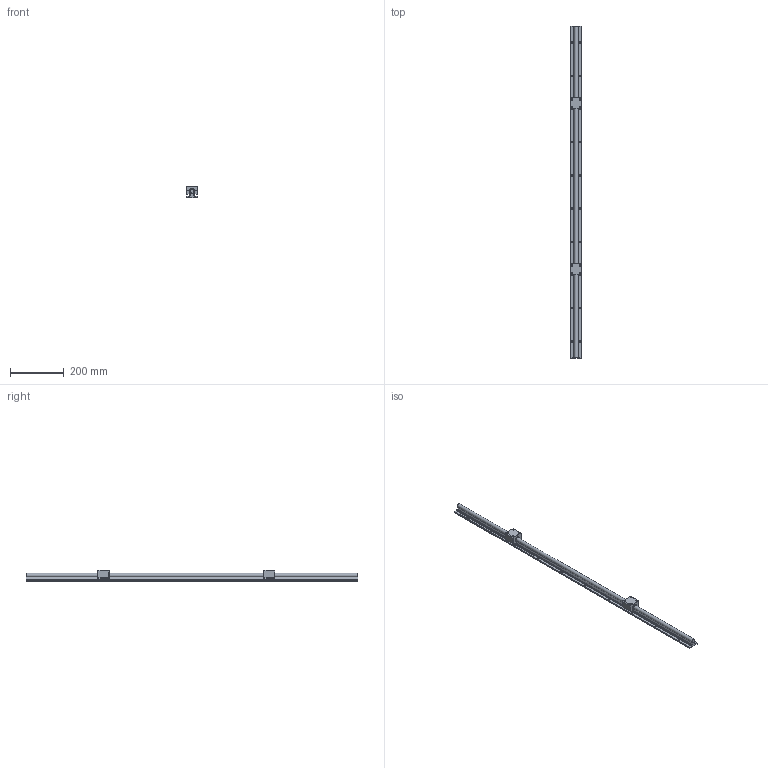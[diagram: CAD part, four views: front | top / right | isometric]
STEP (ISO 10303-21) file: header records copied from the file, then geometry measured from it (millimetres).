
FILE_DESCRIPTION(('FreeCAD Model'),'2;1');
FILE_NAME('Open CASCADE Shape Model','2025-05-04T02:19:48',('FreeCAD'),( 'FreeCAD'),'Open CASCADE STEP processor 7.6','FreeCAD','Unknown');
FILE_SCHEMA(('AUTOMOTIVE_DESIGN { 1 0 10303 214 1 1 1 1 }'));
Length unit declared in the file: millimetre
Products named in the file (1): Open CASCADE STEP translator 7.6 1
Bounding box: 44.33 x 1231.48 x 42.49 mm (x, y, z)
Volume: 730566.6 mm3; surface area: 213552.9 mm2
Topology: 7 solids, 7 shells, 158 faces, 400 edges, 256 vertices
Faces by surface type: bspline 158
Entity records: 5045 total; most frequent: CARTESIAN_POINT 2629, ORIENTED_EDGE 784, EDGE_CURVE 392, B_SPLINE_CURVE_WITH_KNOTS 282, VERTEX_POINT 256, FACE_BOUND 206, EDGE_LOOP 206, ADVANCED_FACE 158
